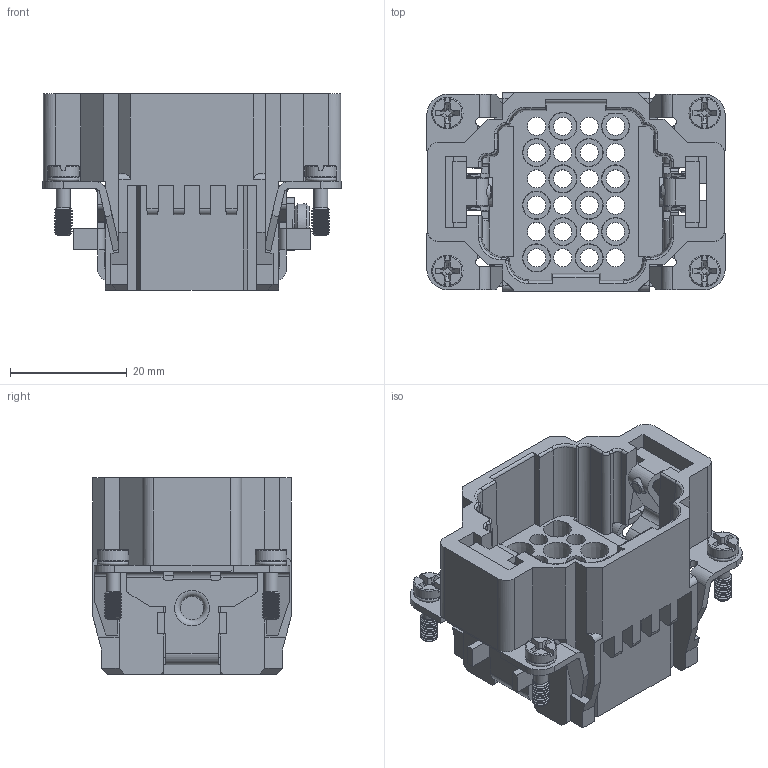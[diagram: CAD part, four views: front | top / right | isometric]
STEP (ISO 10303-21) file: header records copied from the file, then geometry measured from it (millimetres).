
FILE_DESCRIPTION(/* description */ (''),/* implementation_level */ '2;1');
FILE_NAME(/* name */ 'HDD-024-MC.stp',/* time_stamp */ '2022-03-24T21:46:20+08:00',/* author */ (''),/* organization */ (''),/* preprocessor_version */ 'ST-DEVELOPER v16',/* originating_system */ 'SIEMENS PLM Software NX 10.0',/* authorisation */ '');
FILE_SCHEMA (('AUTOMOTIVE_DESIGN { 1 0 10303 214 3 1 1 1 }'));
Length unit declared in the file: millimetre
Products named in the file (1): Admi1E20EE0A94dc
Bounding box: 51 x 33.9 x 33.6 mm (x, y, z)
Volume: 16948 mm3; surface area: 20105.7 mm2
Topology: 1 solids, 1 shells, 942 faces, 2555 edges, 1688 vertices
Faces by surface type: plane 629, cylinder 238, cone 33, bspline 22, torus 20
Full cylindrical faces by diameter (mm): 2.4 x4, 2.433 x2, 2.5 x4, 2.853 x2, 3.1 x24, 3.4 x24, 3.7 x24, 4 x2, 5.4 x4, 6.4 x2, 7 x1
Entity records: 40287 total; most frequent: CARTESIAN_POINT 17248, ORIENTED_EDGE 4672, DIRECTION 4648, EDGE_CURVE 2336, LINE 1630, VECTOR 1630, VERTEX_POINT 1600, AXIS2_PLACEMENT_3D 1509
